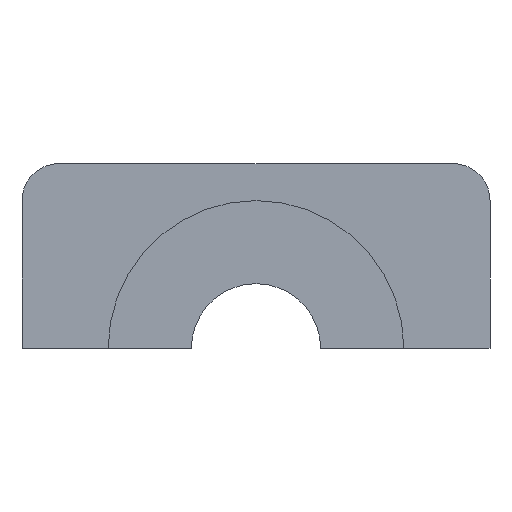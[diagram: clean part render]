
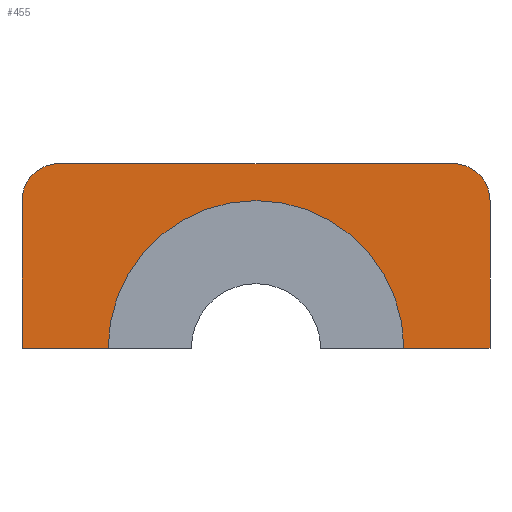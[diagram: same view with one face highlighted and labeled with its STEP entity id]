
A CAD part, front view. The second image highlights one B-rep face of the part: STEP entity #455.
In plain terms, the highlighted planar face has unit normal (0, -1, 0).
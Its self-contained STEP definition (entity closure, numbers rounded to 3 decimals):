
#30=FACE_OUTER_BOUND('',#54,.T.);
#54=EDGE_LOOP('',(#352,#353,#354,#355,#356,#357,#358,#359));
#73=CIRCLE('',#491,1.);
#77=CIRCLE('',#499,1.);
#78=CIRCLE('',#502,4.);
#99=LINE('',#693,#151);
#112=LINE('',#727,#164);
#114=LINE('',#730,#166);
#116=LINE('',#737,#168);
#118=LINE('',#742,#170);
#151=VECTOR('',#550,10.);
#164=VECTOR('',#577,10.);
#166=VECTOR('',#581,10.);
#168=VECTOR('',#589,10.);
#170=VECTOR('',#595,10.);
#205=VERTEX_POINT('',#690);
#206=VERTEX_POINT('',#692);
#208=VERTEX_POINT('',#698);
#209=VERTEX_POINT('',#699);
#220=VERTEX_POINT('',#726);
#221=VERTEX_POINT('',#732);
#222=VERTEX_POINT('',#736);
#223=VERTEX_POINT('',#740);
#250=EDGE_CURVE('',#206,#205,#99,.T.);
#253=EDGE_CURVE('',#208,#209,#73,.F.);
#267=EDGE_CURVE('',#220,#209,#112,.T.);
#269=EDGE_CURVE('',#208,#206,#114,.T.);
#270=EDGE_CURVE('',#220,#221,#77,.F.);
#272=EDGE_CURVE('',#222,#221,#116,.T.);
#274=EDGE_CURVE('',#223,#205,#78,.T.);
#275=EDGE_CURVE('',#223,#222,#118,.T.);
#352=ORIENTED_EDGE('',*,*,#253,.F.);
#353=ORIENTED_EDGE('',*,*,#269,.T.);
#354=ORIENTED_EDGE('',*,*,#250,.T.);
#355=ORIENTED_EDGE('',*,*,#274,.F.);
#356=ORIENTED_EDGE('',*,*,#275,.T.);
#357=ORIENTED_EDGE('',*,*,#272,.T.);
#358=ORIENTED_EDGE('',*,*,#270,.F.);
#359=ORIENTED_EDGE('',*,*,#267,.T.);
#436=PLANE('',#501);
#455=ADVANCED_FACE('',(#30),#436,.T.);
#491=AXIS2_PLACEMENT_3D('',#700,#555,#556);
#499=AXIS2_PLACEMENT_3D('',#733,#584,#585);
#501=AXIS2_PLACEMENT_3D('',#739,#591,#592);
#502=AXIS2_PLACEMENT_3D('',#741,#593,#594);
#550=DIRECTION('',(1.,0.,0.));
#555=DIRECTION('center_axis',(0.,-1.,0.));
#556=DIRECTION('ref_axis',(-0.707,0.,0.707));
#577=DIRECTION('',(-1.,0.,0.));
#581=DIRECTION('',(0.,0.,-1.));
#584=DIRECTION('center_axis',(0.,-1.,0.));
#585=DIRECTION('ref_axis',(0.707,0.,0.707));
#589=DIRECTION('',(0.,0.,1.));
#591=DIRECTION('center_axis',(0.,-1.,0.));
#592=DIRECTION('ref_axis',(-1.,0.,0.));
#593=DIRECTION('center_axis',(0.,-1.,0.));
#594=DIRECTION('ref_axis',(1.,0.,0.));
#595=DIRECTION('',(1.,0.,0.));
#690=CARTESIAN_POINT('',(1.948,3.265,1.32));
#692=CARTESIAN_POINT('',(-0.384,3.265,1.32));
#693=CARTESIAN_POINT('',(10.927,3.265,1.32));
#698=CARTESIAN_POINT('',(-0.384,3.265,5.32));
#699=CARTESIAN_POINT('',(0.616,3.265,6.32));
#700=CARTESIAN_POINT('Origin',(0.616,3.265,5.32));
#726=CARTESIAN_POINT('',(11.279,3.265,6.32));
#727=CARTESIAN_POINT('',(13.968,3.265,6.32));
#730=CARTESIAN_POINT('',(-0.384,3.265,5.757));
#732=CARTESIAN_POINT('',(12.279,3.265,5.32));
#733=CARTESIAN_POINT('Origin',(11.279,3.265,5.32));
#736=CARTESIAN_POINT('',(12.279,3.265,1.32));
#737=CARTESIAN_POINT('',(12.279,3.265,4.257));
#739=CARTESIAN_POINT('Origin',(17.656,3.265,7.195));
#740=CARTESIAN_POINT('',(9.948,3.265,1.32));
#741=CARTESIAN_POINT('Origin',(5.948,3.265,1.32));
#742=CARTESIAN_POINT('',(13.968,3.265,1.32));
